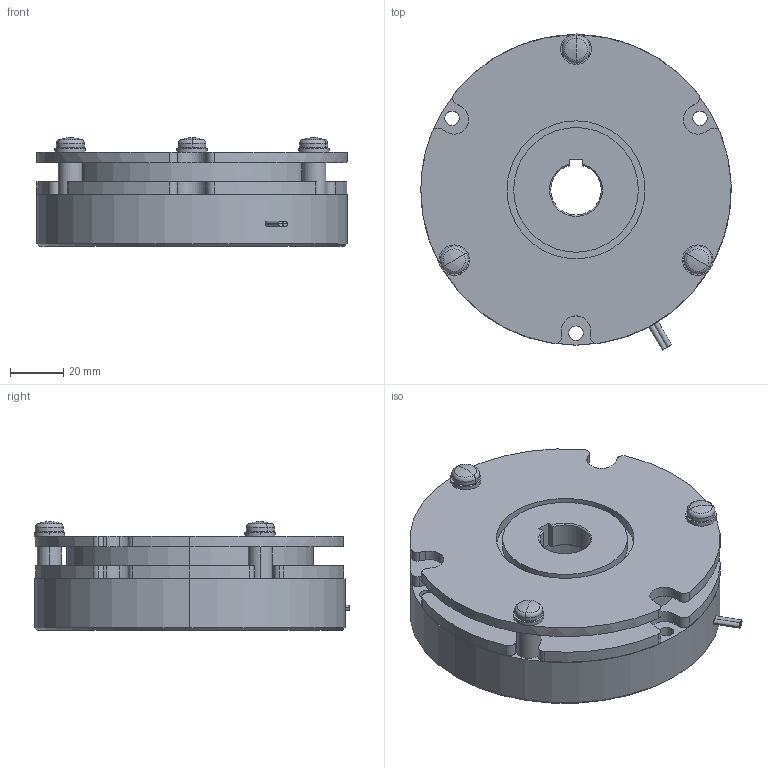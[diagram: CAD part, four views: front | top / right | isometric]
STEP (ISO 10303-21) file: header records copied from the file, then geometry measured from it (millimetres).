
FILE_DESCRIPTION (( 'STEP AP203' ), '1' );
FILE_NAME ('SNB 0.8G-N_23771900_乾式無励磁作動ブレーキ組立.STEP', '2016-03-29T02:49:29', ( ' ' ), ( '' ), 'SwSTEP 2.0', 'SolidWorks 2009', '' );
FILE_SCHEMA (( 'CONFIG_CONTROL_DESIGN' ));
Length unit declared in the file: millimetre
Products named in the file (1): SNB 0.8G-N_23771900_乾式無励磁作動ブレーキ組立
Bounding box: 117 x 119.07 x 41 mm (x, y, z)
Volume: 310321.1 mm3; surface area: 67895.7 mm2
Topology: 3 solids, 3 shells, 175 faces, 442 edges, 279 vertices
Faces by surface type: cylinder 101, plane 40, torus 20, cone 8, sphere 6
Entity records: 5417 total; most frequent: DIRECTION 1042, CARTESIAN_POINT 901, ORIENTED_EDGE 868, AXIS2_PLACEMENT_3D 436, EDGE_CURVE 434, VERTEX_POINT 279, CIRCLE 260, EDGE_LOOP 209
